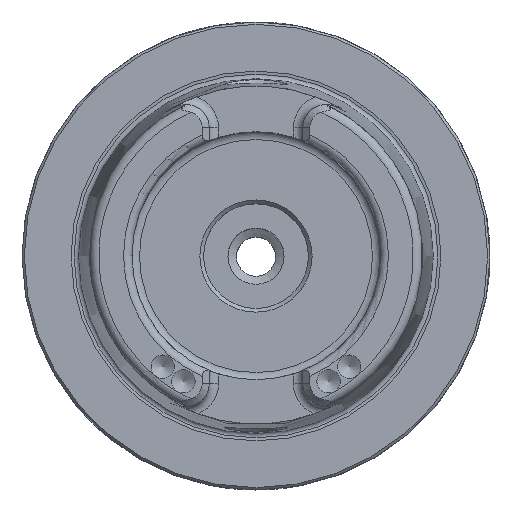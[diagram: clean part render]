
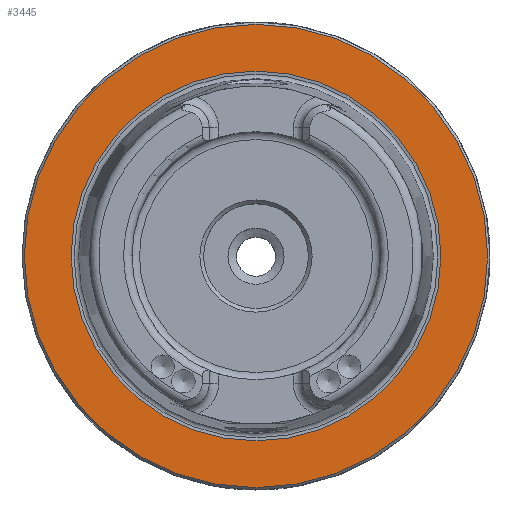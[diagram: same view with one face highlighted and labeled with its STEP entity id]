
A CAD part, top view. The second image highlights one B-rep face of the part: STEP entity #3445.
In plain terms, the highlighted planar face has unit normal (0, 0, 1).
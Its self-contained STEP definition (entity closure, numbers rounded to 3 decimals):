
#354=PLANE('',#3717);
#717=ORIENTED_EDGE('',*,*,#1151,.T.);
#718=ORIENTED_EDGE('',*,*,#1148,.F.);
#1148=EDGE_CURVE('',#1416,#1416,#1610,.T.);
#1151=EDGE_CURVE('',#1419,#1419,#1613,.T.);
#1416=VERTEX_POINT('',#5207);
#1419=VERTEX_POINT('',#5216);
#1610=CIRCLE('',#3712,39.511);
#1613=CIRCLE('',#3718,49.5);
#1836=EDGE_LOOP('',(#717));
#1837=EDGE_LOOP('',(#718));
#2090=FACE_BOUND('',#1836,.T.);
#2091=FACE_BOUND('',#1837,.T.);
#3445=ADVANCED_FACE('',(#2090,#2091),#354,.T.);
#3712=AXIS2_PLACEMENT_3D('',#5206,#4265,#4266);
#3717=AXIS2_PLACEMENT_3D('',#5214,#4275,#4276);
#3718=AXIS2_PLACEMENT_3D('',#5215,#4277,#4278);
#4265=DIRECTION('',(0.,0.,1.));
#4266=DIRECTION('',(1.,0.,0.));
#4275=DIRECTION('',(0.,0.,1.));
#4276=DIRECTION('',(1.,0.,0.));
#4277=DIRECTION('',(0.,0.,1.));
#4278=DIRECTION('',(1.,0.,0.));
#5206=CARTESIAN_POINT('',(0.,0.,0.));
#5207=CARTESIAN_POINT('',(39.511,0.,0.));
#5214=CARTESIAN_POINT('',(49.5,0.,0.));
#5215=CARTESIAN_POINT('',(0.,0.,0.));
#5216=CARTESIAN_POINT('',(49.5,0.,0.));
